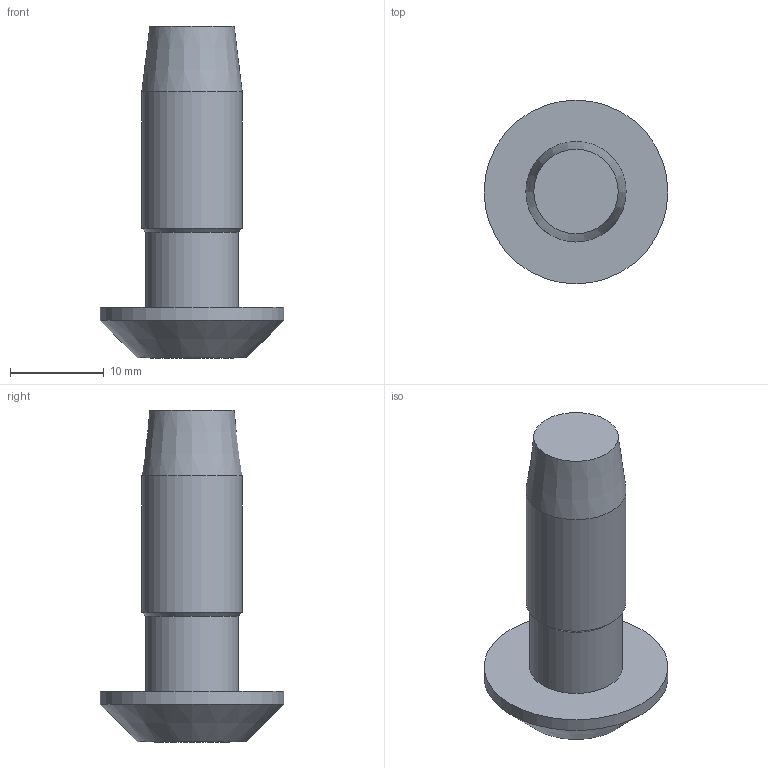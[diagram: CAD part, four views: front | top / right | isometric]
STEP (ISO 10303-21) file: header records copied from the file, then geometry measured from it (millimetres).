
FILE_DESCRIPTION(/* description */ ('CORE SCREW S12X30-T50'),/* implementation_level */ '2;1');
FILE_NAME(/* name */ '3842530236.stp',/* time_stamp */ '2026-03-17T09:39:54+01:00',/* author */ ('andreas.svensson'),/* organization */ (''),/* preprocessor_version */ 'ST-DEVELOPER v20.1',/* originating_system */ 'Autodesk Inventor 2026',/* authorisation */ '');
FILE_SCHEMA (('AUTOMOTIVE_DESIGN { 1 0 10303 214 3 1 1 }'));
Length unit declared in the file: millimetre
Products named in the file (1): 3842530236
Bounding box: 19.6 x 19.6 x 35.4 mm (x, y, z)
Volume: 3535.3 mm3; surface area: 1831.5 mm2
Topology: 1 solids, 1 shells, 29 faces, 76 edges, 50 vertices
Faces by surface type: cylinder 21, cone 5, plane 3
Full cylindrical faces by diameter (mm): 9.9 x1, 10.7 x1, 19.6 x1
Entity records: 1128 total; most frequent: CARTESIAN_POINT 376, ORIENTED_EDGE 150, DIRECTION 142, EDGE_CURVE 75, AXIS2_PLACEMENT_3D 58, VERTEX_POINT 50, EDGE_LOOP 31, FACE_OUTER_BOUND 29
